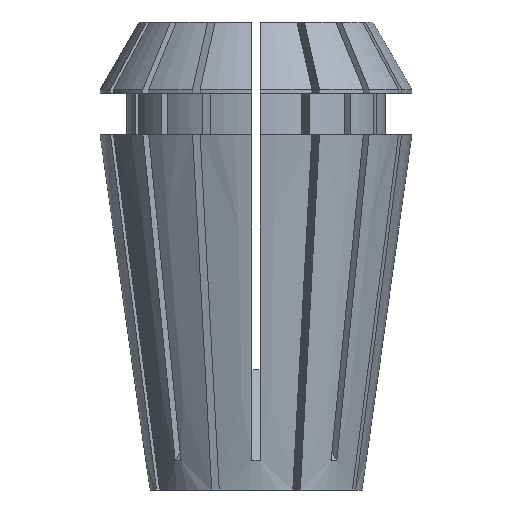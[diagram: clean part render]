
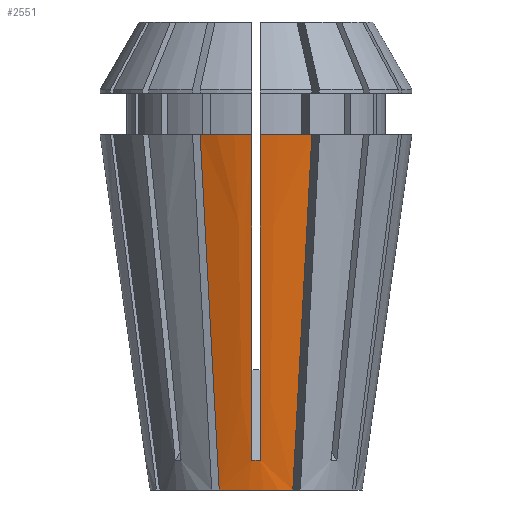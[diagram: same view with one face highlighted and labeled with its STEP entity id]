
A CAD part, front view. The second image highlights one B-rep face of the part: STEP entity #2551.
In plain terms, the highlighted conical face has half-angle 8 degrees and reference radius 7.141 mm.
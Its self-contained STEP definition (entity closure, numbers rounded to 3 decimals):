
#14 = CARTESIAN_POINT ( 'NONE',  ( 0.275, -7.516, 2.704 ) ) ;
#94 = B_SPLINE_CURVE_WITH_KNOTS ( 'NONE', 3,
 ( #3987, #2007, #1042, #4489 ),
 .UNSPECIFIED., .F., .F.,
 ( 4, 4 ),
 ( 0., 0.001 ),
 .UNSPECIFIED. ) ;
#153 = EDGE_CURVE ( 'NONE', #5903, #2190, #1506, .T. ) ;
#275 = CARTESIAN_POINT ( 'NONE',  ( -0.275, -7.566, 3.054 ) ) ;
#293 = AXIS2_PLACEMENT_3D ( 'NONE', #4603, #2191, #2336 ) ;
#316 = EDGE_CURVE ( 'NONE', #1997, #3817, #3134, .T. ) ;
#387 = VERTEX_POINT ( 'NONE', #3232 ) ;
#401 = FACE_OUTER_BOUND ( 'NONE', #5458, .T. ) ;
#544 = CARTESIAN_POINT ( 'NONE',  ( 0., 0., 23.9 ) ) ;
#663 = CARTESIAN_POINT ( 'NONE',  ( 0., 0., 23.9 ) ) ;
#675 = CARTESIAN_POINT ( 'NONE',  ( 2.578, -6.943, 1.882 ) ) ;
#689 = CARTESIAN_POINT ( 'NONE',  ( -0.275, -10.497, 23.9 ) ) ;
#750 = CARTESIAN_POINT ( 'NONE',  ( 2.477, -6.698, 0. ) ) ;
#765 = CARTESIAN_POINT ( 'NONE',  ( -2.477, -6.698, 0. ) ) ;
#769 = CARTESIAN_POINT ( 'NONE',  ( 3.108, -8.222, 11.73 ) ) ;
#845 = EDGE_CURVE ( 'NONE', #2157, #6262, #94, .T. ) ;
#911 = CARTESIAN_POINT ( 'NONE',  ( -2.578, -6.943, 1.882 ) ) ;
#943 = CIRCLE ( 'NONE', #4465, 10.5 ) ;
#973 = DIRECTION ( 'NONE',  ( 0., 0., -1. ) ) ;
#982 = CARTESIAN_POINT ( 'NONE',  ( -3.435, -9.013, 17.815 ) ) ;
#1042 = CARTESIAN_POINT ( 'NONE',  ( 0.092, -7.424, 1.998 ) ) ;
#1134 = ORIENTED_EDGE ( 'NONE', *, *, #153, .F. ) ;
#1452 = CARTESIAN_POINT ( 'NONE',  ( 0.275, -7.467, 2.355 ) ) ;
#1506 = CIRCLE ( 'NONE', #4424, 7.141 ) ;
#1631 = B_SPLINE_CURVE_WITH_KNOTS ( 'NONE', 3,
 ( #5924, #2415, #1944, #3409, #4355, #5906, #5868, #14, #1452, #2915 ),
 .UNSPECIFIED., .F., .F.,
 ( 4, 3, 3, 4 ),
 ( 0.044, 0.052, 0.065, 0.066 ),
 .UNSPECIFIED. ) ;
#1705 = CARTESIAN_POINT ( 'NONE',  ( 2.781, -7.432, 5.645 ) ) ;
#1816 = EDGE_CURVE ( 'NONE', #1915, #387, #943, .T. ) ;
#1909 = CARTESIAN_POINT ( 'NONE',  ( -2.477, -6.698, 0. ) ) ;
#1915 = VERTEX_POINT ( 'NONE', #2292 ) ;
#1944 = CARTESIAN_POINT ( 'NONE',  ( 0.275, -9.777, 18.778 ) ) ;
#1950 = CARTESIAN_POINT ( 'NONE',  ( 0.275, -7.418, 2.005 ) ) ;
#1997 = VERTEX_POINT ( 'NONE', #2463 ) ;
#2007 = CARTESIAN_POINT ( 'NONE',  ( -0.092, -7.424, 1.998 ) ) ;
#2157 = VERTEX_POINT ( 'NONE', #4994 ) ;
#2190 = VERTEX_POINT ( 'NONE', #765 ) ;
#2191 = DIRECTION ( 'NONE',  ( 0., 0., 1. ) ) ;
#2209 = CARTESIAN_POINT ( 'NONE',  ( -0.275, -9.416, 16.216 ) ) ;
#2292 = CARTESIAN_POINT ( 'NONE',  ( -0.275, -10.497, 23.9 ) ) ;
#2315 = ORIENTED_EDGE ( 'NONE', *, *, #845, .F. ) ;
#2336 = DIRECTION ( 'NONE',  ( 1., 0., 0. ) ) ;
#2414 = ORIENTED_EDGE ( 'NONE', *, *, #3357, .T. ) ;
#2415 = CARTESIAN_POINT ( 'NONE',  ( 0.275, -10.137, 21.339 ) ) ;
#2463 = CARTESIAN_POINT ( 'NONE',  ( 3.763, -9.803, 23.9 ) ) ;
#2551 = ADVANCED_FACE ( 'NONE', ( #401 ), #6022, .T. ) ;
#2679 = ORIENTED_EDGE ( 'NONE', *, *, #4453, .F. ) ;
#2685 = ORIENTED_EDGE ( 'NONE', *, *, #3992, .T. ) ;
#2741 = CARTESIAN_POINT ( 'NONE',  ( 3.763, -9.803, 23.9 ) ) ;
#2802 = ORIENTED_EDGE ( 'NONE', *, *, #316, .T. ) ;
#2908 = CARTESIAN_POINT ( 'NONE',  ( -3.763, -9.803, 23.9 ) ) ;
#2915 = CARTESIAN_POINT ( 'NONE',  ( 0.275, -7.418, 2.005 ) ) ;
#3028 = B_SPLINE_CURVE_WITH_KNOTS ( 'NONE', 3,
 ( #689, #5161, #5694, #2209, #5638, #6147, #275, #4299, #3317, #6250 ),
 .UNSPECIFIED., .F., .F.,
 ( 4, 3, 3, 4 ),
 ( 0.044, 0.052, 0.065, 0.066 ),
 .UNSPECIFIED. ) ;
#3134 = CIRCLE ( 'NONE', #5994, 10.5 ) ;
#3197 = ORIENTED_EDGE ( 'NONE', *, *, #1816, .T. ) ;
#3232 = CARTESIAN_POINT ( 'NONE',  ( -3.763, -9.803, 23.9 ) ) ;
#3237 = CARTESIAN_POINT ( 'NONE',  ( 3.435, -9.013, 17.815 ) ) ;
#3311 = CARTESIAN_POINT ( 'NONE',  ( 0., 0., 0. ) ) ;
#3317 = CARTESIAN_POINT ( 'NONE',  ( -0.275, -7.467, 2.355 ) ) ;
#3357 = EDGE_CURVE ( 'NONE', #3817, #6262, #1631, .T. ) ;
#3409 = CARTESIAN_POINT ( 'NONE',  ( 0.275, -9.416, 16.216 ) ) ;
#3598 = B_SPLINE_CURVE_WITH_KNOTS ( 'NONE', 3,
 ( #2741, #3237, #769, #1705, #3687, #675, #750 ),
 .UNSPECIFIED., .F., .F.,
 ( 4, 3, 4 ),
 ( 0., 0.018, 0.024 ),
 .UNSPECIFIED. ) ;
#3687 = CARTESIAN_POINT ( 'NONE',  ( 2.679, -7.187, 3.763 ) ) ;
#3817 = VERTEX_POINT ( 'NONE', #5639 ) ;
#3959 = DIRECTION ( 'NONE',  ( -1., 0., 0. ) ) ;
#3987 = CARTESIAN_POINT ( 'NONE',  ( -0.275, -7.418, 2.005 ) ) ;
#3990 = DIRECTION ( 'NONE',  ( -1., 0., 0. ) ) ;
#3992 = EDGE_CURVE ( 'NONE', #387, #2190, #5020, .T. ) ;
#4299 = CARTESIAN_POINT ( 'NONE',  ( -0.275, -7.516, 2.704 ) ) ;
#4355 = CARTESIAN_POINT ( 'NONE',  ( 0.275, -8.8, 11.829 ) ) ;
#4373 = EDGE_CURVE ( 'NONE', #1915, #2157, #3028, .T. ) ;
#4424 = AXIS2_PLACEMENT_3D ( 'NONE', #3311, #973, #3959 ) ;
#4433 = CARTESIAN_POINT ( 'NONE',  ( -3.108, -8.222, 11.73 ) ) ;
#4453 = EDGE_CURVE ( 'NONE', #1997, #5903, #3598, .T. ) ;
#4465 = AXIS2_PLACEMENT_3D ( 'NONE', #544, #5050, #3990 ) ;
#4489 = CARTESIAN_POINT ( 'NONE',  ( 0.275, -7.418, 2.005 ) ) ;
#4603 = CARTESIAN_POINT ( 'NONE',  ( 0., 0., 0. ) ) ;
#4994 = CARTESIAN_POINT ( 'NONE',  ( -0.275, -7.418, 2.005 ) ) ;
#5020 = B_SPLINE_CURVE_WITH_KNOTS ( 'NONE', 3,
 ( #2908, #982, #4433, #5434, #6297, #911, #1909 ),
 .UNSPECIFIED., .F., .F.,
 ( 4, 3, 4 ),
 ( 0., 0.018, 0.024 ),
 .UNSPECIFIED. ) ;
#5050 = DIRECTION ( 'NONE',  ( 0., 0., -1. ) ) ;
#5161 = CARTESIAN_POINT ( 'NONE',  ( -0.275, -10.137, 21.339 ) ) ;
#5189 = DIRECTION ( 'NONE',  ( -1., 0., 0. ) ) ;
#5434 = CARTESIAN_POINT ( 'NONE',  ( -2.781, -7.432, 5.645 ) ) ;
#5458 = EDGE_LOOP ( 'NONE', ( #2679, #2802, #2414, #2315, #6257, #3197, #2685, #1134 ) ) ;
#5638 = CARTESIAN_POINT ( 'NONE',  ( -0.275, -8.8, 11.829 ) ) ;
#5639 = CARTESIAN_POINT ( 'NONE',  ( 0.275, -10.497, 23.9 ) ) ;
#5694 = CARTESIAN_POINT ( 'NONE',  ( -0.275, -9.777, 18.778 ) ) ;
#5868 = CARTESIAN_POINT ( 'NONE',  ( 0.275, -7.566, 3.054 ) ) ;
#5903 = VERTEX_POINT ( 'NONE', #6097 ) ;
#5906 = CARTESIAN_POINT ( 'NONE',  ( 0.275, -8.183, 7.442 ) ) ;
#5924 = CARTESIAN_POINT ( 'NONE',  ( 0.275, -10.497, 23.9 ) ) ;
#5994 = AXIS2_PLACEMENT_3D ( 'NONE', #663, #6092, #5189 ) ;
#6022 = CONICAL_SURFACE ( 'NONE', #293, 7.141, 0.14 ) ;
#6092 = DIRECTION ( 'NONE',  ( 0., 0., -1. ) ) ;
#6097 = CARTESIAN_POINT ( 'NONE',  ( 2.477, -6.698, 0. ) ) ;
#6147 = CARTESIAN_POINT ( 'NONE',  ( -0.275, -8.183, 7.442 ) ) ;
#6250 = CARTESIAN_POINT ( 'NONE',  ( -0.275, -7.418, 2.005 ) ) ;
#6257 = ORIENTED_EDGE ( 'NONE', *, *, #4373, .F. ) ;
#6262 = VERTEX_POINT ( 'NONE', #1950 ) ;
#6297 = CARTESIAN_POINT ( 'NONE',  ( -2.679, -7.187, 3.763 ) ) ;
